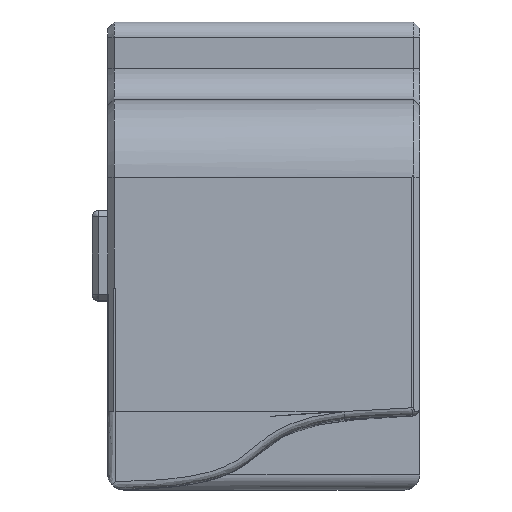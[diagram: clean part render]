
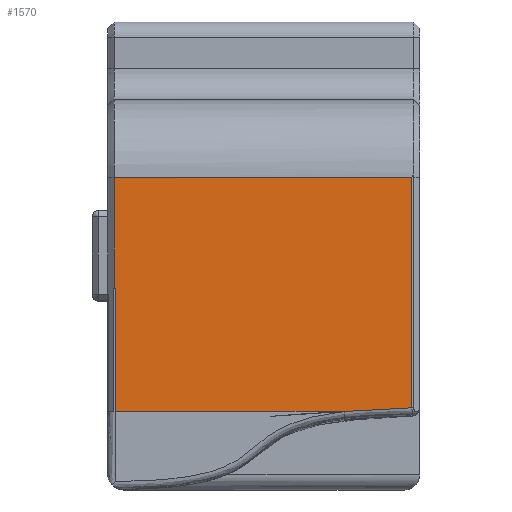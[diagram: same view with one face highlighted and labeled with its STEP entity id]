
A CAD part, top view. The second image highlights one B-rep face of the part: STEP entity #1570.
In plain terms, the highlighted planar face has unit normal (0, 0, 1).
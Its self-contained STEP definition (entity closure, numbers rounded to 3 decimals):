
#49=PLANE('',#1688);
#117=FACE_OUTER_BOUND('',#214,.T.);
#214=EDGE_LOOP('',(#1102,#1103,#1104,#1105,#1106,#1107,#1108));
#361=LINE('',#2307,#510);
#365=LINE('',#2607,#514);
#366=LINE('',#2610,#515);
#367=LINE('',#2612,#516);
#368=LINE('',#2613,#517);
#510=VECTOR('',#1839,0.5);
#514=VECTOR('',#1865,10.);
#515=VECTOR('',#1868,10.);
#516=VECTOR('',#1869,10.);
#517=VECTOR('',#1870,10.);
#665=B_SPLINE_CURVE_WITH_KNOTS('',3,(#2494,#2495,#2496,#2497),
 .UNSPECIFIED.,.F.,.F.,(4,4),(-0.436,0.),.UNSPECIFIED.);
#669=B_SPLINE_CURVE_WITH_KNOTS('',3,(#2547,#2548,#2549,#2550),
 .UNSPECIFIED.,.F.,.F.,(4,4),(0.5,1.29),
 .UNSPECIFIED.);
#686=VERTEX_POINT('',#2301);
#687=VERTEX_POINT('',#2306);
#693=VERTEX_POINT('',#2443);
#702=VERTEX_POINT('',#2541);
#703=VERTEX_POINT('',#2546);
#709=VERTEX_POINT('',#2609);
#710=VERTEX_POINT('',#2611);
#828=EDGE_CURVE('',#686,#687,#361,.T.);
#838=EDGE_CURVE('',#687,#693,#665,.T.);
#849=EDGE_CURVE('',#702,#703,#669,.T.);
#856=EDGE_CURVE('',#693,#702,#365,.T.);
#857=EDGE_CURVE('',#709,#686,#366,.T.);
#858=EDGE_CURVE('',#710,#709,#367,.T.);
#859=EDGE_CURVE('',#703,#710,#368,.T.);
#1102=ORIENTED_EDGE('',*,*,#838,.F.);
#1103=ORIENTED_EDGE('',*,*,#828,.F.);
#1104=ORIENTED_EDGE('',*,*,#857,.F.);
#1105=ORIENTED_EDGE('',*,*,#858,.F.);
#1106=ORIENTED_EDGE('',*,*,#859,.F.);
#1107=ORIENTED_EDGE('',*,*,#849,.F.);
#1108=ORIENTED_EDGE('',*,*,#856,.F.);
#1570=ADVANCED_FACE('',(#117),#49,.T.);
#1688=AXIS2_PLACEMENT_3D('',#2608,#1866,#1867);
#1839=DIRECTION('',(0.,-1.,0.));
#1865=DIRECTION('',(-1.,0.,0.));
#1866=DIRECTION('center_axis',(0.,0.,1.));
#1867=DIRECTION('ref_axis',(0.,1.,0.));
#1868=DIRECTION('',(1.,0.,0.));
#1869=DIRECTION('',(0.,1.,0.));
#1870=DIRECTION('',(-1.,0.,0.));
#2301=CARTESIAN_POINT('',(19.5,9.999,-7.515));
#2306=CARTESIAN_POINT('',(19.5,-4.765,-7.515));
#2307=CARTESIAN_POINT('',(19.5,7.299,-7.515));
#2443=CARTESIAN_POINT('',(15.148,-5.001,-7.515));
#2494=CARTESIAN_POINT('Ctrl Pts',(19.5,-4.765,-7.515));
#2495=CARTESIAN_POINT('Ctrl Pts',(18.047,-4.776,-7.515));
#2496=CARTESIAN_POINT('Ctrl Pts',(16.592,-4.829,-7.515));
#2497=CARTESIAN_POINT('Ctrl Pts',(15.148,-5.001,-7.515));
#2541=CARTESIAN_POINT('',(0.5,-5.001,-7.515));
#2546=CARTESIAN_POINT('',(0.5,2.899,-7.515));
#2547=CARTESIAN_POINT('Ctrl Pts',(0.5,-5.001,-7.515));
#2548=CARTESIAN_POINT('Ctrl Pts',(0.5,-2.367,-7.515));
#2549=CARTESIAN_POINT('Ctrl Pts',(0.5,0.266,-7.515));
#2550=CARTESIAN_POINT('Ctrl Pts',(0.5,2.899,-7.515));
#2607=CARTESIAN_POINT('',(0.,-5.001,-7.515));
#2608=CARTESIAN_POINT('Origin',(0.,1.999,-7.515));
#2609=CARTESIAN_POINT('',(0.4,9.999,-7.515));
#2610=CARTESIAN_POINT('',(5.,9.999,-7.515));
#2611=CARTESIAN_POINT('',(0.4,2.899,-7.515));
#2612=CARTESIAN_POINT('',(0.4,1.279,-7.515));
#2613=CARTESIAN_POINT('',(0.,2.899,-7.515));
